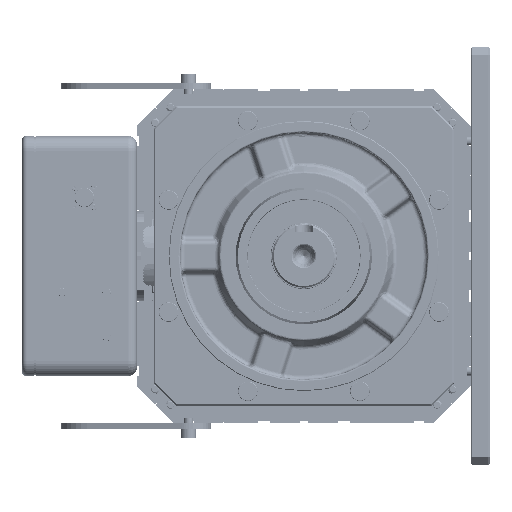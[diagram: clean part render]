
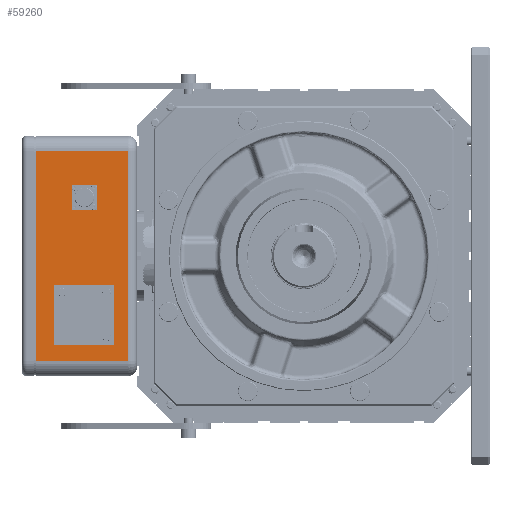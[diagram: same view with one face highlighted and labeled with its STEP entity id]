
A CAD part, left-side view. The second image highlights one B-rep face of the part: STEP entity #59260.
In plain terms, the highlighted planar face has unit normal (-1, 0, 0).
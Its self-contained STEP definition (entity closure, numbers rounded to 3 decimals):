
#1563 = DIRECTION ( 'NONE',  ( 0., -1., 0. ) ) ;
#13974 = CARTESIAN_POINT ( 'NONE',  ( 388., 178.2, -70. ) ) ;
#14988 = LINE ( 'NONE', #47727, #77461 ) ;
#15773 = DIRECTION ( 'NONE',  ( 1., 0., 0. ) ) ;
#21801 = VERTEX_POINT ( 'NONE', #13974 ) ;
#22572 = EDGE_CURVE ( 'NONE', #142666, #121297, #85972, .T. ) ;
#24505 = ORIENTED_EDGE ( 'NONE', *, *, #183140, .T. ) ;
#28873 = CARTESIAN_POINT ( 'NONE',  ( 388., 117.2, 70. ) ) ;
#32168 = EDGE_LOOP ( 'NONE', ( #69089, #116494, #74957, #24505 ) ) ;
#33583 = DIRECTION ( 'NONE',  ( 0., -1., 0. ) ) ;
#38441 = CARTESIAN_POINT ( 'NONE',  ( 388., 117.2, 80. ) ) ;
#47727 = CARTESIAN_POINT ( 'NONE',  ( 388., 178.2, 70. ) ) ;
#59188 = DIRECTION ( 'NONE',  ( 0., 0., 1. ) ) ;
#59260 = ADVANCED_FACE ( 'NONE', ( #169562 ), #80196, .F. ) ;
#69089 = ORIENTED_EDGE ( 'NONE', *, *, #132061, .F. ) ;
#74957 = ORIENTED_EDGE ( 'NONE', *, *, #22572, .T. ) ;
#77461 = VECTOR ( 'NONE', #137996, 1000. ) ;
#80196 = PLANE ( 'NONE',  #105603 ) ;
#84031 = DIRECTION ( 'NONE',  ( 0., 0., 1. ) ) ;
#85382 = CARTESIAN_POINT ( 'NONE',  ( 388., 117.2, -70. ) ) ;
#85972 = LINE ( 'NONE', #38441, #173190 ) ;
#97229 = VERTEX_POINT ( 'NONE', #161502 ) ;
#98653 = EDGE_CURVE ( 'NONE', #21801, #142666, #122595, .T. ) ;
#105603 = AXIS2_PLACEMENT_3D ( 'NONE', #183445, #15773, #33583 ) ;
#116494 = ORIENTED_EDGE ( 'NONE', *, *, #98653, .T. ) ;
#121297 = VERTEX_POINT ( 'NONE', #28873 ) ;
#122595 = LINE ( 'NONE', #151421, #135844 ) ;
#132061 = EDGE_CURVE ( 'NONE', #21801, #97229, #134552, .T. ) ;
#134552 = LINE ( 'NONE', #195141, #174164 ) ;
#135844 = VECTOR ( 'NONE', #1563, 1000. ) ;
#137996 = DIRECTION ( 'NONE',  ( 0., 1., 0. ) ) ;
#142666 = VERTEX_POINT ( 'NONE', #85382 ) ;
#151421 = CARTESIAN_POINT ( 'NONE',  ( 388., 178.2, -70. ) ) ;
#161502 = CARTESIAN_POINT ( 'NONE',  ( 388., 178.2, 70. ) ) ;
#169562 = FACE_OUTER_BOUND ( 'NONE', #32168, .T. ) ;
#173190 = VECTOR ( 'NONE', #84031, 1000. ) ;
#174164 = VECTOR ( 'NONE', #59188, 1000. ) ;
#183140 = EDGE_CURVE ( 'NONE', #121297, #97229, #14988, .T. ) ;
#183445 = CARTESIAN_POINT ( 'NONE',  ( 388., 178.2, 80. ) ) ;
#195141 = CARTESIAN_POINT ( 'NONE',  ( 388., 178.2, 80. ) ) ;
